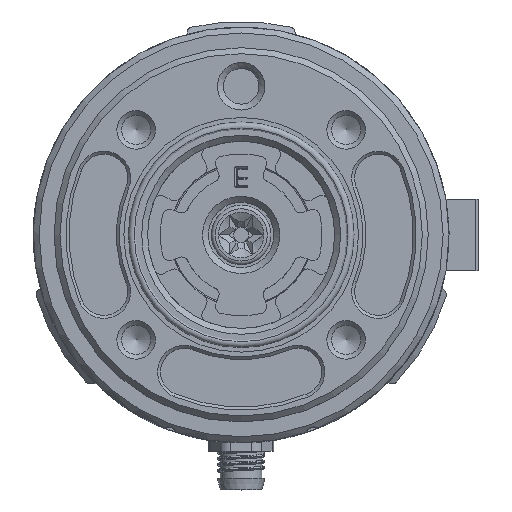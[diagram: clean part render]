
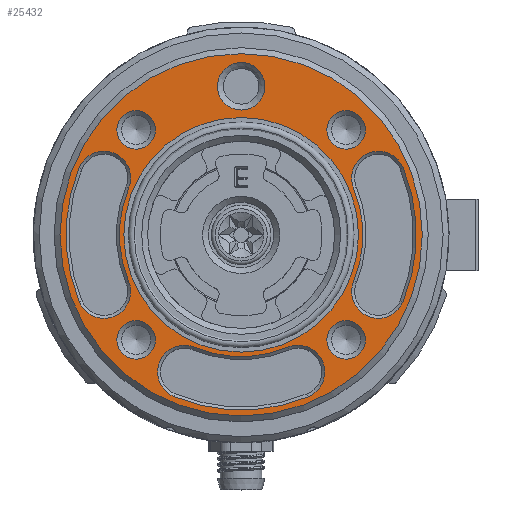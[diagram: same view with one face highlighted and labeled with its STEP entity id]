
A CAD part, top view. The second image highlights one B-rep face of the part: STEP entity #25432.
In plain terms, the highlighted planar face has unit normal (0, 0, 1).
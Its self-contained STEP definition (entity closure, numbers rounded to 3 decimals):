
#448=FACE_BOUND('',#4400,.T.);
#449=FACE_BOUND('',#4401,.T.);
#450=FACE_BOUND('',#4402,.T.);
#451=FACE_BOUND('',#4403,.T.);
#452=FACE_BOUND('',#4404,.T.);
#453=FACE_BOUND('',#4405,.T.);
#454=FACE_BOUND('',#4406,.T.);
#455=FACE_BOUND('',#4407,.T.);
#456=FACE_BOUND('',#4408,.T.);
#964=CIRCLE('',#27583,20.5);
#966=CIRCLE('',#27586,4.5);
#968=CIRCLE('',#27589,29.5);
#970=CIRCLE('',#27592,4.5);
#974=CIRCLE('',#27599,30.5);
#975=CIRCLE('',#27600,20.5);
#976=CIRCLE('',#27601,4.5);
#977=CIRCLE('',#27602,29.5);
#978=CIRCLE('',#27603,4.5);
#979=CIRCLE('',#27604,3.25);
#980=CIRCLE('',#27605,3.25);
#981=CIRCLE('',#27606,3.25);
#982=CIRCLE('',#27607,3.25);
#983=CIRCLE('',#27608,3.25);
#984=CIRCLE('',#27609,3.25);
#985=CIRCLE('',#27610,3.25);
#986=CIRCLE('',#27611,3.25);
#987=CIRCLE('',#27612,4.);
#988=CIRCLE('',#27613,4.);
#989=CIRCLE('',#27614,19.75);
#990=CIRCLE('',#27615,20.5);
#991=CIRCLE('',#27616,4.5);
#992=CIRCLE('',#27617,29.5);
#993=CIRCLE('',#27618,4.5);
#2917=FACE_OUTER_BOUND('',#4399,.T.);
#4399=EDGE_LOOP('',(#18963));
#4400=EDGE_LOOP('',(#18964,#18965,#18966,#18967));
#4401=EDGE_LOOP('',(#18968,#18969));
#4402=EDGE_LOOP('',(#18970,#18971));
#4403=EDGE_LOOP('',(#18972,#18973));
#4404=EDGE_LOOP('',(#18974,#18975));
#4405=EDGE_LOOP('',(#18976,#18977));
#4406=EDGE_LOOP('',(#18978));
#4407=EDGE_LOOP('',(#18979,#18980,#18981,#18982));
#4408=EDGE_LOOP('',(#18983,#18984,#18985,#18986));
#10979=VERTEX_POINT('',#40724);
#10980=VERTEX_POINT('',#40726);
#10983=VERTEX_POINT('',#40733);
#10985=VERTEX_POINT('',#40739);
#10989=VERTEX_POINT('',#40757);
#10990=VERTEX_POINT('',#40759);
#10991=VERTEX_POINT('',#40760);
#10992=VERTEX_POINT('',#40762);
#10993=VERTEX_POINT('',#40764);
#10994=VERTEX_POINT('',#40767);
#10995=VERTEX_POINT('',#40768);
#10996=VERTEX_POINT('',#40771);
#10997=VERTEX_POINT('',#40772);
#10998=VERTEX_POINT('',#40775);
#10999=VERTEX_POINT('',#40776);
#11000=VERTEX_POINT('',#40779);
#11001=VERTEX_POINT('',#40780);
#11002=VERTEX_POINT('',#40783);
#11003=VERTEX_POINT('',#40784);
#11004=VERTEX_POINT('',#40787);
#11005=VERTEX_POINT('',#40789);
#11006=VERTEX_POINT('',#40790);
#11007=VERTEX_POINT('',#40792);
#11008=VERTEX_POINT('',#40794);
#13928=EDGE_CURVE('',#10979,#10980,#964,.T.);
#13932=EDGE_CURVE('',#10983,#10979,#966,.T.);
#13935=EDGE_CURVE('',#10985,#10983,#968,.T.);
#13937=EDGE_CURVE('',#10980,#10985,#970,.T.);
#13944=EDGE_CURVE('',#10989,#10989,#974,.T.);
#13945=EDGE_CURVE('',#10990,#10991,#975,.T.);
#13946=EDGE_CURVE('',#10992,#10990,#976,.T.);
#13947=EDGE_CURVE('',#10993,#10992,#977,.T.);
#13948=EDGE_CURVE('',#10991,#10993,#978,.T.);
#13949=EDGE_CURVE('',#10994,#10995,#979,.T.);
#13950=EDGE_CURVE('',#10995,#10994,#980,.T.);
#13951=EDGE_CURVE('',#10996,#10997,#981,.T.);
#13952=EDGE_CURVE('',#10997,#10996,#982,.T.);
#13953=EDGE_CURVE('',#10998,#10999,#983,.T.);
#13954=EDGE_CURVE('',#10999,#10998,#984,.T.);
#13955=EDGE_CURVE('',#11000,#11001,#985,.T.);
#13956=EDGE_CURVE('',#11001,#11000,#986,.T.);
#13957=EDGE_CURVE('',#11002,#11003,#987,.T.);
#13958=EDGE_CURVE('',#11003,#11002,#988,.T.);
#13959=EDGE_CURVE('',#11004,#11004,#989,.T.);
#13960=EDGE_CURVE('',#11005,#11006,#990,.T.);
#13961=EDGE_CURVE('',#11007,#11005,#991,.T.);
#13962=EDGE_CURVE('',#11008,#11007,#992,.T.);
#13963=EDGE_CURVE('',#11006,#11008,#993,.T.);
#18963=ORIENTED_EDGE('',*,*,#13944,.F.);
#18964=ORIENTED_EDGE('',*,*,#13945,.F.);
#18965=ORIENTED_EDGE('',*,*,#13946,.F.);
#18966=ORIENTED_EDGE('',*,*,#13947,.F.);
#18967=ORIENTED_EDGE('',*,*,#13948,.F.);
#18968=ORIENTED_EDGE('',*,*,#13949,.T.);
#18969=ORIENTED_EDGE('',*,*,#13950,.T.);
#18970=ORIENTED_EDGE('',*,*,#13951,.T.);
#18971=ORIENTED_EDGE('',*,*,#13952,.T.);
#18972=ORIENTED_EDGE('',*,*,#13953,.T.);
#18973=ORIENTED_EDGE('',*,*,#13954,.T.);
#18974=ORIENTED_EDGE('',*,*,#13955,.T.);
#18975=ORIENTED_EDGE('',*,*,#13956,.T.);
#18976=ORIENTED_EDGE('',*,*,#13957,.T.);
#18977=ORIENTED_EDGE('',*,*,#13958,.T.);
#18978=ORIENTED_EDGE('',*,*,#13959,.T.);
#18979=ORIENTED_EDGE('',*,*,#13960,.F.);
#18980=ORIENTED_EDGE('',*,*,#13961,.F.);
#18981=ORIENTED_EDGE('',*,*,#13962,.F.);
#18982=ORIENTED_EDGE('',*,*,#13963,.F.);
#18983=ORIENTED_EDGE('',*,*,#13928,.F.);
#18984=ORIENTED_EDGE('',*,*,#13932,.F.);
#18985=ORIENTED_EDGE('',*,*,#13935,.F.);
#18986=ORIENTED_EDGE('',*,*,#13937,.F.);
#24424=PLANE('',#27598);
#25432=ADVANCED_FACE('',(#2917,#448,#449,#450,#451,#452,#453,#454,#455,
#456),#24424,.T.);
#27583=AXIS2_PLACEMENT_3D('',#40727,#31479,#31480);
#27586=AXIS2_PLACEMENT_3D('',#40735,#31487,#31488);
#27589=AXIS2_PLACEMENT_3D('',#40741,#31494,#31495);
#27592=AXIS2_PLACEMENT_3D('',#40744,#31500,#31501);
#27598=AXIS2_PLACEMENT_3D('',#40756,#31515,#31516);
#27599=AXIS2_PLACEMENT_3D('',#40758,#31517,#31518);
#27600=AXIS2_PLACEMENT_3D('',#40761,#31519,#31520);
#27601=AXIS2_PLACEMENT_3D('',#40763,#31521,#31522);
#27602=AXIS2_PLACEMENT_3D('',#40765,#31523,#31524);
#27603=AXIS2_PLACEMENT_3D('',#40766,#31525,#31526);
#27604=AXIS2_PLACEMENT_3D('',#40769,#31527,#31528);
#27605=AXIS2_PLACEMENT_3D('',#40770,#31529,#31530);
#27606=AXIS2_PLACEMENT_3D('',#40773,#31531,#31532);
#27607=AXIS2_PLACEMENT_3D('',#40774,#31533,#31534);
#27608=AXIS2_PLACEMENT_3D('',#40777,#31535,#31536);
#27609=AXIS2_PLACEMENT_3D('',#40778,#31537,#31538);
#27610=AXIS2_PLACEMENT_3D('',#40781,#31539,#31540);
#27611=AXIS2_PLACEMENT_3D('',#40782,#31541,#31542);
#27612=AXIS2_PLACEMENT_3D('',#40785,#31543,#31544);
#27613=AXIS2_PLACEMENT_3D('',#40786,#31545,#31546);
#27614=AXIS2_PLACEMENT_3D('',#40788,#31547,#31548);
#27615=AXIS2_PLACEMENT_3D('',#40791,#31549,#31550);
#27616=AXIS2_PLACEMENT_3D('',#40793,#31551,#31552);
#27617=AXIS2_PLACEMENT_3D('',#40795,#31553,#31554);
#27618=AXIS2_PLACEMENT_3D('',#40796,#31555,#31556);
#31479=DIRECTION('center_axis',(0.,0.,-1.));
#31480=DIRECTION('ref_axis',(-0.924,0.383,0.));
#31487=DIRECTION('center_axis',(0.,0.,1.));
#31488=DIRECTION('ref_axis',(-0.924,-0.383,0.));
#31494=DIRECTION('center_axis',(0.,0.,1.));
#31495=DIRECTION('ref_axis',(-0.924,0.383,0.));
#31500=DIRECTION('center_axis',(0.,0.,1.));
#31501=DIRECTION('ref_axis',(0.924,-0.383,0.));
#31515=DIRECTION('center_axis',(0.,0.,1.));
#31516=DIRECTION('ref_axis',(1.,0.,0.));
#31517=DIRECTION('center_axis',(0.,0.,-1.));
#31518=DIRECTION('ref_axis',(-1.,0.,0.));
#31519=DIRECTION('center_axis',(0.,0.,-1.));
#31520=DIRECTION('ref_axis',(0.924,-0.383,0.));
#31521=DIRECTION('center_axis',(0.,0.,1.));
#31522=DIRECTION('ref_axis',(0.924,0.383,0.));
#31523=DIRECTION('center_axis',(0.,0.,1.));
#31524=DIRECTION('ref_axis',(0.924,-0.383,0.));
#31525=DIRECTION('center_axis',(0.,0.,1.));
#31526=DIRECTION('ref_axis',(-0.924,0.383,0.));
#31527=DIRECTION('center_axis',(0.,0.,-1.));
#31528=DIRECTION('ref_axis',(1.,0.,0.));
#31529=DIRECTION('center_axis',(0.,0.,-1.));
#31530=DIRECTION('ref_axis',(1.,0.,0.));
#31531=DIRECTION('center_axis',(0.,0.,-1.));
#31532=DIRECTION('ref_axis',(1.,0.,0.));
#31533=DIRECTION('center_axis',(0.,0.,-1.));
#31534=DIRECTION('ref_axis',(1.,0.,0.));
#31535=DIRECTION('center_axis',(0.,0.,-1.));
#31536=DIRECTION('ref_axis',(1.,0.,0.));
#31537=DIRECTION('center_axis',(0.,0.,-1.));
#31538=DIRECTION('ref_axis',(1.,0.,0.));
#31539=DIRECTION('center_axis',(0.,0.,-1.));
#31540=DIRECTION('ref_axis',(1.,0.,0.));
#31541=DIRECTION('center_axis',(0.,0.,-1.));
#31542=DIRECTION('ref_axis',(1.,0.,0.));
#31543=DIRECTION('center_axis',(0.,0.,-1.));
#31544=DIRECTION('ref_axis',(1.,0.,0.));
#31545=DIRECTION('center_axis',(0.,0.,-1.));
#31546=DIRECTION('ref_axis',(1.,0.,0.));
#31547=DIRECTION('center_axis',(0.,0.,-1.));
#31548=DIRECTION('ref_axis',(-1.,0.,0.));
#31549=DIRECTION('center_axis',(0.,0.,-1.));
#31550=DIRECTION('ref_axis',(-0.383,-0.924,0.));
#31551=DIRECTION('center_axis',(0.,0.,1.));
#31552=DIRECTION('ref_axis',(0.383,-0.924,0.));
#31553=DIRECTION('center_axis',(0.,0.,1.));
#31554=DIRECTION('ref_axis',(-0.383,-0.924,0.));
#31555=DIRECTION('center_axis',(0.,0.,1.));
#31556=DIRECTION('ref_axis',(0.383,0.924,0.));
#40724=CARTESIAN_POINT('',(-18.94,-7.845,10.));
#40726=CARTESIAN_POINT('',(-18.94,7.845,10.));
#40727=CARTESIAN_POINT('Origin',(0.,0.,10.));
#40733=CARTESIAN_POINT('',(-27.254,-11.289,10.));
#40735=CARTESIAN_POINT('Origin',(-23.097,-9.567,10.));
#40739=CARTESIAN_POINT('',(-27.254,11.289,10.));
#40741=CARTESIAN_POINT('Origin',(0.,0.,10.));
#40744=CARTESIAN_POINT('Origin',(-23.097,9.567,10.));
#40756=CARTESIAN_POINT('Origin',(0.,0.,10.));
#40757=CARTESIAN_POINT('',(30.5,0.,10.));
#40758=CARTESIAN_POINT('Origin',(0.,0.,10.));
#40759=CARTESIAN_POINT('',(18.94,7.845,10.));
#40760=CARTESIAN_POINT('',(18.94,-7.845,10.));
#40761=CARTESIAN_POINT('Origin',(0.,0.,10.));
#40762=CARTESIAN_POINT('',(27.254,11.289,10.));
#40763=CARTESIAN_POINT('Origin',(23.097,9.567,10.));
#40764=CARTESIAN_POINT('',(27.254,-11.289,10.));
#40765=CARTESIAN_POINT('Origin',(0.,0.,10.));
#40766=CARTESIAN_POINT('Origin',(23.097,-9.567,10.));
#40767=CARTESIAN_POINT('',(20.928,-17.678,10.));
#40768=CARTESIAN_POINT('',(14.428,-17.678,10.));
#40769=CARTESIAN_POINT('Origin',(17.678,-17.678,10.));
#40770=CARTESIAN_POINT('Origin',(17.678,-17.678,10.));
#40771=CARTESIAN_POINT('',(-14.428,-17.678,10.));
#40772=CARTESIAN_POINT('',(-20.928,-17.678,10.));
#40773=CARTESIAN_POINT('Origin',(-17.678,-17.678,10.));
#40774=CARTESIAN_POINT('Origin',(-17.678,-17.678,10.));
#40775=CARTESIAN_POINT('',(-14.428,17.678,10.));
#40776=CARTESIAN_POINT('',(-20.928,17.678,10.));
#40777=CARTESIAN_POINT('Origin',(-17.678,17.678,10.));
#40778=CARTESIAN_POINT('Origin',(-17.678,17.678,10.));
#40779=CARTESIAN_POINT('',(20.928,17.678,10.));
#40780=CARTESIAN_POINT('',(14.428,17.678,10.));
#40781=CARTESIAN_POINT('Origin',(17.678,17.678,10.));
#40782=CARTESIAN_POINT('Origin',(17.678,17.678,10.));
#40783=CARTESIAN_POINT('',(4.,25.,10.));
#40784=CARTESIAN_POINT('',(-4.,25.,10.));
#40785=CARTESIAN_POINT('Origin',(0.,25.,10.));
#40786=CARTESIAN_POINT('Origin',(0.,25.,10.));
#40787=CARTESIAN_POINT('',(19.75,0.,10.));
#40788=CARTESIAN_POINT('Origin',(0.,0.,10.));
#40789=CARTESIAN_POINT('',(7.845,-18.94,10.));
#40790=CARTESIAN_POINT('',(-7.845,-18.94,10.));
#40791=CARTESIAN_POINT('Origin',(0.,0.,10.));
#40792=CARTESIAN_POINT('',(11.289,-27.254,10.));
#40793=CARTESIAN_POINT('Origin',(9.567,-23.097,10.));
#40794=CARTESIAN_POINT('',(-11.289,-27.254,10.));
#40795=CARTESIAN_POINT('Origin',(0.,0.,10.));
#40796=CARTESIAN_POINT('Origin',(-9.567,-23.097,10.));
